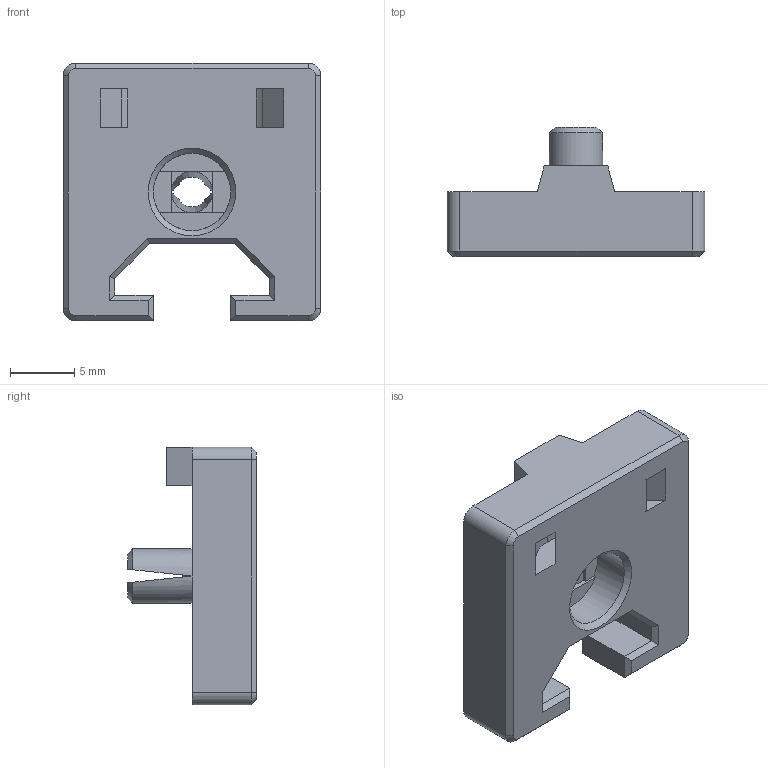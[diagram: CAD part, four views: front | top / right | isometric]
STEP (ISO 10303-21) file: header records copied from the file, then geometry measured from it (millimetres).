
FILE_DESCRIPTION(/* description */ (''),/* implementation_level */ '2;1');
FILE_NAME(/* name */ 'Extrusion_Cap_4.2mm.step',/* time_stamp */ '2023-12-22T11:05:16-06:00',/* author */ (''),/* organization */ (''),/* preprocessor_version */ 'ST-DEVELOPER v20',/* originating_system */ 'Autodesk Translation Framework v12.14.0.127',/* authorisation */ '');
FILE_SCHEMA (('AUTOMOTIVE_DESIGN { 1 0 10303 214 3 1 1 }'));
Length unit declared in the file: millimetre
Products named in the file (1): Extrusion_Cap_4.2mm
Bounding box: 20 x 10 x 20 mm (x, y, z)
Volume: 1624.1 mm3; surface area: 1475.3 mm2
Topology: 1 solids, 1 shells, 81 faces, 206 edges, 127 vertices
Faces by surface type: plane 60, cylinder 12, cone 9
Full cylindrical faces by diameter (mm): 3.2 x1, 6 x1
Entity records: 2447 total; most frequent: CARTESIAN_POINT 423, DIRECTION 417, ORIENTED_EDGE 412, EDGE_CURVE 206, LINE 151, VECTOR 151, AXIS2_PLACEMENT_3D 133, VERTEX_POINT 127
